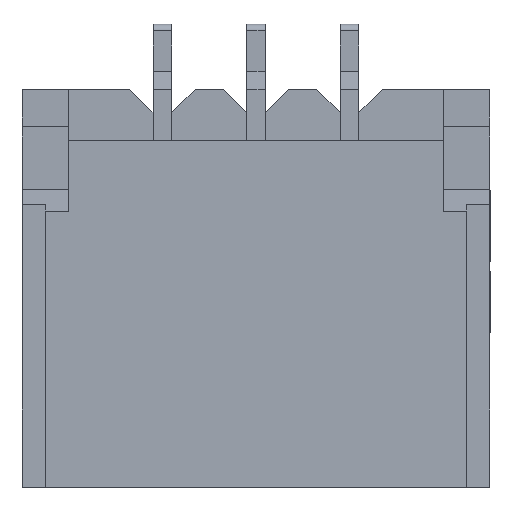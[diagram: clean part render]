
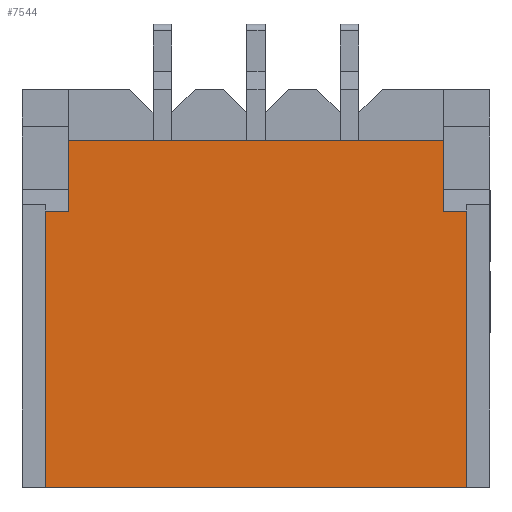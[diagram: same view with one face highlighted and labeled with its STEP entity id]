
A CAD part, top view. The second image highlights one B-rep face of the part: STEP entity #7544.
In plain terms, the highlighted planar face has unit normal (0, 0, 1).
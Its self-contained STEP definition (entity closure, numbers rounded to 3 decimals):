
#480=FACE_OUTER_BOUND('',#886,.T.);
#886=EDGE_LOOP('',(#5015,#5016,#5017,#5018,#5019,#5020,#5021,#5022));
#1445=LINE('',#10584,#2270);
#1446=LINE('',#10586,#2271);
#1447=LINE('',#10588,#2272);
#1448=LINE('',#10590,#2273);
#1449=LINE('',#10592,#2274);
#1450=LINE('',#10594,#2275);
#1451=LINE('',#10596,#2276);
#1452=LINE('',#10597,#2277);
#2270=VECTOR('',#8702,1.);
#2271=VECTOR('',#8703,1.);
#2272=VECTOR('',#8704,1.);
#2273=VECTOR('',#8705,1.);
#2274=VECTOR('',#8706,1.);
#2275=VECTOR('',#8707,1.);
#2276=VECTOR('',#8708,1.);
#2277=VECTOR('',#8709,1.);
#3070=VERTEX_POINT('',#10582);
#3071=VERTEX_POINT('',#10583);
#3072=VERTEX_POINT('',#10585);
#3073=VERTEX_POINT('',#10587);
#3074=VERTEX_POINT('',#10589);
#3075=VERTEX_POINT('',#10591);
#3076=VERTEX_POINT('',#10593);
#3077=VERTEX_POINT('',#10595);
#3823=EDGE_CURVE('',#3070,#3071,#1445,.T.);
#3824=EDGE_CURVE('',#3072,#3071,#1446,.T.);
#3825=EDGE_CURVE('',#3072,#3073,#1447,.T.);
#3826=EDGE_CURVE('',#3073,#3074,#1448,.T.);
#3827=EDGE_CURVE('',#3074,#3075,#1449,.T.);
#3828=EDGE_CURVE('',#3076,#3075,#1450,.T.);
#3829=EDGE_CURVE('',#3077,#3076,#1451,.T.);
#3830=EDGE_CURVE('',#3077,#3070,#1452,.T.);
#5015=ORIENTED_EDGE('',*,*,#3823,.T.);
#5016=ORIENTED_EDGE('',*,*,#3824,.F.);
#5017=ORIENTED_EDGE('',*,*,#3825,.T.);
#5018=ORIENTED_EDGE('',*,*,#3826,.T.);
#5019=ORIENTED_EDGE('',*,*,#3827,.T.);
#5020=ORIENTED_EDGE('',*,*,#3828,.F.);
#5021=ORIENTED_EDGE('',*,*,#3829,.F.);
#5022=ORIENTED_EDGE('',*,*,#3830,.T.);
#6835=PLANE('',#8019);
#7544=ADVANCED_FACE('',(#480),#6835,.T.);
#8019=AXIS2_PLACEMENT_3D('',#10581,#8700,#8701);
#8700=DIRECTION('center_axis',(0.,0.,1.));
#8701=DIRECTION('ref_axis',(1.,0.,0.));
#8702=DIRECTION('',(-1.,0.,0.));
#8703=DIRECTION('',(0.,1.,0.));
#8704=DIRECTION('',(-1.,0.,0.));
#8705=DIRECTION('',(0.,-1.,0.));
#8706=DIRECTION('',(1.,0.,0.));
#8707=DIRECTION('',(0.,-1.,0.));
#8708=DIRECTION('',(1.,0.,0.));
#8709=DIRECTION('',(0.,1.,0.));
#10581=CARTESIAN_POINT('Origin',(-2.5,-2.71,2.95));
#10582=CARTESIAN_POINT('',(2.,0.99,2.95));
#10583=CARTESIAN_POINT('',(-2.,0.99,2.95));
#10584=CARTESIAN_POINT('',(2.5,0.99,2.95));
#10585=CARTESIAN_POINT('',(-2.,0.24,2.95));
#10586=CARTESIAN_POINT('',(-2.,0.24,2.95));
#10587=CARTESIAN_POINT('',(-2.25,0.24,2.95));
#10588=CARTESIAN_POINT('',(-2.,0.24,2.95));
#10589=CARTESIAN_POINT('',(-2.25,-2.71,2.95));
#10590=CARTESIAN_POINT('',(-2.25,1.54,2.95));
#10591=CARTESIAN_POINT('',(2.25,-2.71,2.95));
#10592=CARTESIAN_POINT('',(-2.5,-2.71,2.95));
#10593=CARTESIAN_POINT('',(2.25,0.24,2.95));
#10594=CARTESIAN_POINT('',(2.25,1.54,2.95));
#10595=CARTESIAN_POINT('',(2.,0.24,2.95));
#10596=CARTESIAN_POINT('',(2.,0.24,2.95));
#10597=CARTESIAN_POINT('',(2.,0.24,2.95));
